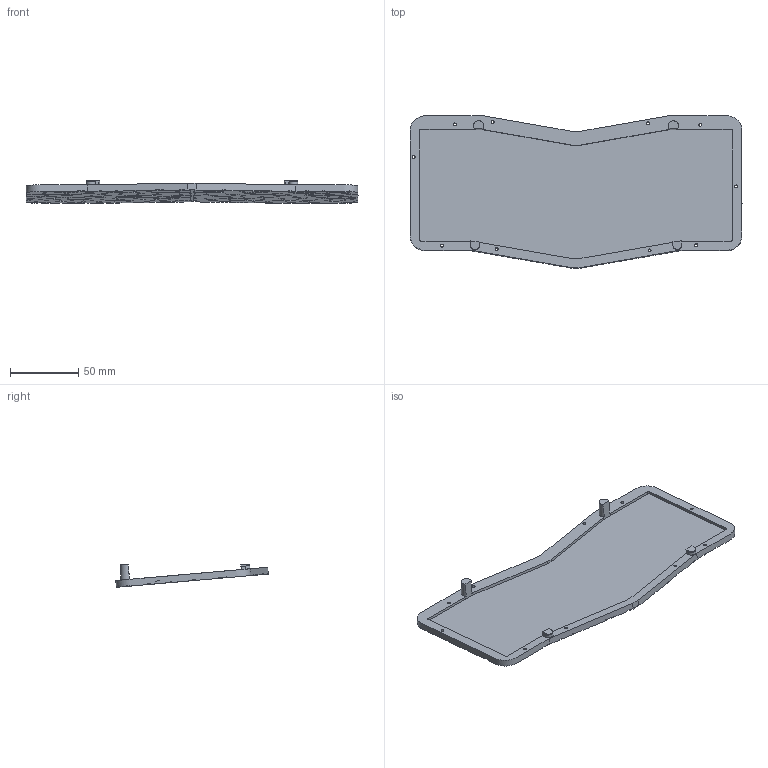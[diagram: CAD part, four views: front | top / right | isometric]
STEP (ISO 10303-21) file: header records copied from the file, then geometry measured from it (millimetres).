
FILE_DESCRIPTION(/* description */ ('','CAx-IF Rec.Pracs.---Representation and Presentation of Product Manufacturing Information (PMI)---4.0---2014-10-13'),/* implementation_level */ '2;1');
FILE_NAME(/* name */ 'weight (bottom).step',/* time_stamp */ '2025-02-06T20:46:54-08:00',/* author */ (''),/* organization */ (''),/* preprocessor_version */ 'ST-DEVELOPER v20',/* originating_system */ 'Autodesk Translation Framework v13.20.0.188',/* authorisation */ '');
FILE_SCHEMA (('AP242_MANAGED_MODEL_BASED_3D_ENGINEERING_MIM_LF { 1 0 10303 442 1 1 4 }'));
Length unit declared in the file: millimetre
Products named in the file (1): bottomm
Bounding box: 243.72 x 111.94 x 16.6 mm (x, y, z)
Volume: 82112.5 mm3; surface area: 56632.1 mm2
Topology: 1 solids, 1 shells, 898 faces, 2649 edges, 1765 vertices
Faces by surface type: bspline 754, plane 122, cylinder 22
Full cylindrical faces by diameter (mm): 2.2 x10, 5 x10
Entity records: 35106 total; most frequent: CARTESIAN_POINT 16474, ORIENTED_EDGE 5298, EDGE_CURVE 2649, VERTEX_POINT 1765, B_SPLINE_CURVE_WITH_KNOTS 1607, DIRECTION 1388, LINE 986, VECTOR 986
